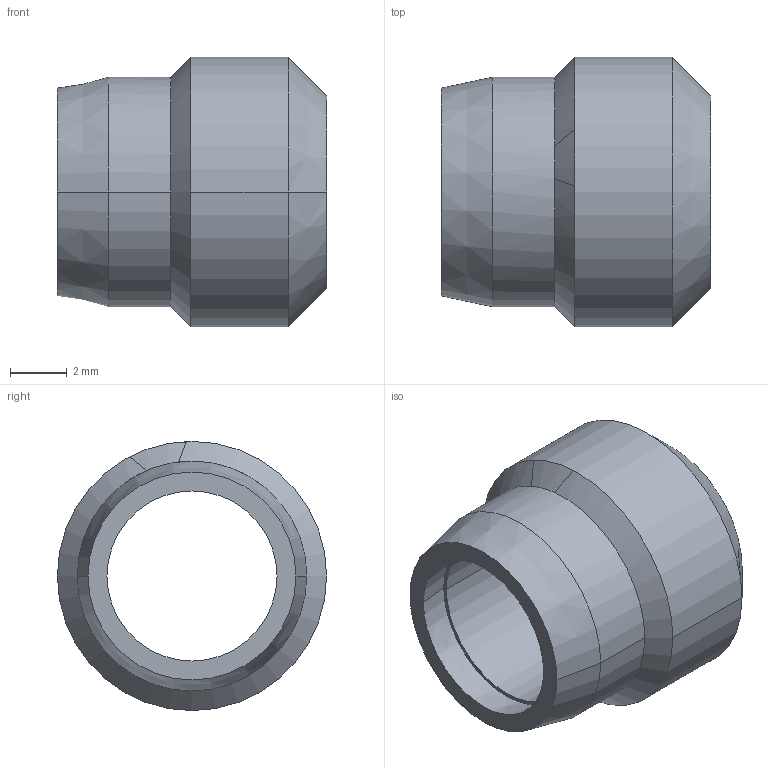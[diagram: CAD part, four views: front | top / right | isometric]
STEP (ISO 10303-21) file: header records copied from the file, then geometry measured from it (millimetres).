
FILE_DESCRIPTION((''),'2;1');
FILE_NAME('ILCM43000027','2009-07-27T',('mes'),(''),'PRO/ENGINEER BY PARAMETRIC TECHNOLOGY CORPORATION, 2007460','PRO/ENGINEER BY PARAMETRIC TECHNOLOGY CORPORATION, 2007460','');
FILE_SCHEMA(('AUTOMOTIVE_DESIGN_CC2 { 1 2 10303 214 -1 1 5 2 }'));
Length unit declared in the file: inch
Products named in the file (1): ILCM43000027
Bounding box: 9.5 x 9.5 x 9.5 mm (x, y, z)
Volume: 284.5 mm3; surface area: 481 mm2
Topology: 1 solids, 1 shells, 19 faces, 44 edges, 28 vertices
Faces by surface type: cone 10, cylinder 6, plane 3
Entity records: 826 total; most frequent: COLOUR_RGB 106, CARTESIAN_POINT 105, DIRECTION 104, ORIENTED_EDGE 88, PRESENTATION_STYLE_ASSIGNMENT 45, STYLED_ITEM 45, AXIS2_PLACEMENT_3D 45, CURVE_STYLE 44
